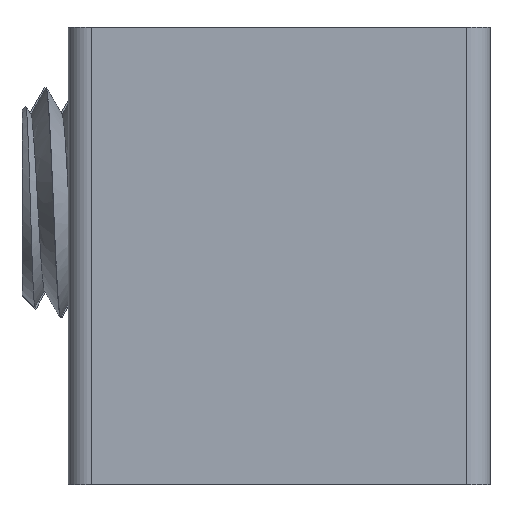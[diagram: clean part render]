
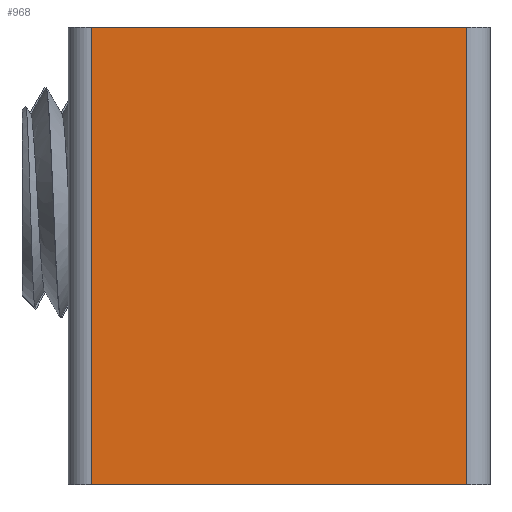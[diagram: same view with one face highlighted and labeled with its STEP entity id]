
A CAD part, left-side view. The second image highlights one B-rep face of the part: STEP entity #968.
In plain terms, the highlighted planar face has unit normal (-1, 0, 0).
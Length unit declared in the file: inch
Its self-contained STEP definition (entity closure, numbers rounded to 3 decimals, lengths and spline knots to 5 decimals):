
#71=PLANE('',#1110);
#125=FACE_OUTER_BOUND('',#186,.T.);
#186=EDGE_LOOP('',(#886,#887,#888,#889));
#310=LINE('',#3141,#362);
#319=LINE('',#3259,#371);
#322=LINE('',#3269,#374);
#323=LINE('',#3271,#375);
#362=VECTOR('',#1243,0.3937);
#371=VECTOR('',#1286,0.3937);
#374=VECTOR('',#1299,0.3937);
#375=VECTOR('',#1302,0.3937);
#454=VERTEX_POINT('',#3138);
#455=VERTEX_POINT('',#3140);
#467=VERTEX_POINT('',#3256);
#468=VERTEX_POINT('',#3258);
#583=EDGE_CURVE('',#455,#454,#310,.T.);
#603=EDGE_CURVE('',#468,#467,#319,.T.);
#609=EDGE_CURVE('',#455,#467,#322,.T.);
#610=EDGE_CURVE('',#468,#454,#323,.T.);
#886=ORIENTED_EDGE('',*,*,#609,.F.);
#887=ORIENTED_EDGE('',*,*,#583,.T.);
#888=ORIENTED_EDGE('',*,*,#610,.F.);
#889=ORIENTED_EDGE('',*,*,#603,.T.);
#968=ADVANCED_FACE('',(#125),#71,.T.);
#1110=AXIS2_PLACEMENT_3D('',#3274,#1306,#1307);
#1243=DIRECTION('',(0.,-1.,0.));
#1286=DIRECTION('',(0.,1.,0.));
#1299=DIRECTION('',(0.,0.,1.));
#1302=DIRECTION('',(0.,0.,-1.));
#1306=DIRECTION('center_axis',(-1.,0.,0.));
#1307=DIRECTION('ref_axis',(0.,0.,1.));
#3138=CARTESIAN_POINT('',(-0.2265,0.031,-0.61));
#3140=CARTESIAN_POINT('',(-0.2265,0.531,-0.61));
#3141=CARTESIAN_POINT('',(-0.2265,0.,-0.61));
#3256=CARTESIAN_POINT('',(-0.2265,0.531,0.));
#3258=CARTESIAN_POINT('',(-0.2265,0.031,0.));
#3259=CARTESIAN_POINT('',(-0.2265,0.,0.));
#3269=CARTESIAN_POINT('',(-0.2265,0.531,0.));
#3271=CARTESIAN_POINT('',(-0.2265,0.031,0.));
#3274=CARTESIAN_POINT('Origin',(-0.2265,0.562,0.));
